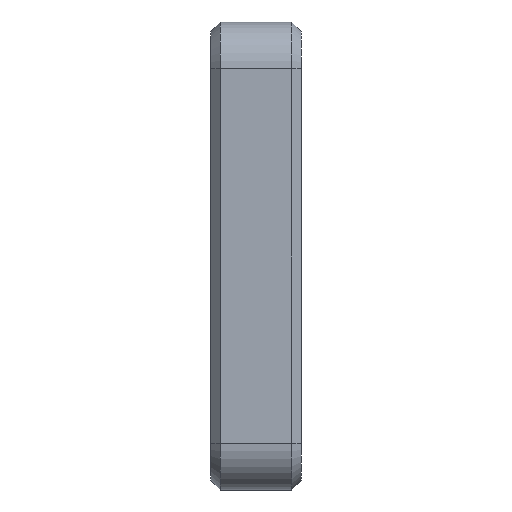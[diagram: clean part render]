
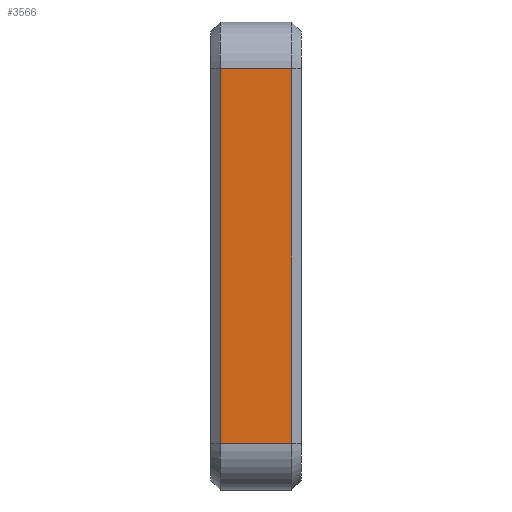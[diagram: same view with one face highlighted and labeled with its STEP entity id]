
A CAD part, left-side view. The second image highlights one B-rep face of the part: STEP entity #3566.
In plain terms, the highlighted planar face has unit normal (-1, 0, 0).
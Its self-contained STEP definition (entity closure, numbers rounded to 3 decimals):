
#289 = ORIENTED_EDGE ( 'NONE', *, *, #668, .F. ) ;
#435 = VECTOR ( 'NONE', #4477, 1000. ) ;
#525 = EDGE_CURVE ( 'NONE', #3651, #4858, #4946, .T. ) ;
#668 = EDGE_CURVE ( 'NONE', #1911, #3502, #4618, .T. ) ;
#695 = DIRECTION ( 'NONE',  ( 1., 0., 0. ) ) ;
#750 = CARTESIAN_POINT ( 'NONE',  ( -62.75, 8.65, 20. ) ) ;
#885 = CARTESIAN_POINT ( 'NONE',  ( -62.75, 9.65, -20. ) ) ;
#1055 = VECTOR ( 'NONE', #1497, 1000. ) ;
#1069 = DIRECTION ( 'NONE',  ( 0., 0., 1. ) ) ;
#1146 = CARTESIAN_POINT ( 'NONE',  ( -62.75, 9.65, 20. ) ) ;
#1497 = DIRECTION ( 'NONE',  ( 0., -1., 0. ) ) ;
#1591 = EDGE_CURVE ( 'NONE', #1911, #3651, #2961, .T. ) ;
#1848 = ORIENTED_EDGE ( 'NONE', *, *, #525, .T. ) ;
#1875 = EDGE_CURVE ( 'NONE', #4858, #3502, #5042, .T. ) ;
#1911 = VERTEX_POINT ( 'NONE', #2291 ) ;
#2291 = CARTESIAN_POINT ( 'NONE',  ( -62.75, 8.65, 20. ) ) ;
#2380 = CARTESIAN_POINT ( 'NONE',  ( -62.75, 1., 20. ) ) ;
#2399 = AXIS2_PLACEMENT_3D ( 'NONE', #4257, #695, #3367 ) ;
#2405 = ORIENTED_EDGE ( 'NONE', *, *, #1591, .T. ) ;
#2793 = CARTESIAN_POINT ( 'NONE',  ( -62.75, 1., 20. ) ) ;
#2961 = LINE ( 'NONE', #750, #4748 ) ;
#3055 = CARTESIAN_POINT ( 'NONE',  ( -62.75, 1., -20. ) ) ;
#3367 = DIRECTION ( 'NONE',  ( 0., 0., -1. ) ) ;
#3481 = EDGE_LOOP ( 'NONE', ( #289, #2405, #1848, #5412 ) ) ;
#3502 = VERTEX_POINT ( 'NONE', #2793 ) ;
#3556 = FACE_OUTER_BOUND ( 'NONE', #3481, .T. ) ;
#3566 = ADVANCED_FACE ( 'NONE', ( #3556 ), #5322, .F. ) ;
#3651 = VERTEX_POINT ( 'NONE', #5704 ) ;
#4257 = CARTESIAN_POINT ( 'NONE',  ( -62.75, 9.65, 20. ) ) ;
#4284 = DIRECTION ( 'NONE',  ( 0., 0., -1. ) ) ;
#4477 = DIRECTION ( 'NONE',  ( 0., -1., 0. ) ) ;
#4618 = LINE ( 'NONE', #1146, #1055 ) ;
#4748 = VECTOR ( 'NONE', #4284, 1000. ) ;
#4753 = VECTOR ( 'NONE', #1069, 1000. ) ;
#4858 = VERTEX_POINT ( 'NONE', #3055 ) ;
#4946 = LINE ( 'NONE', #885, #435 ) ;
#5042 = LINE ( 'NONE', #2380, #4753 ) ;
#5322 = PLANE ( 'NONE',  #2399 ) ;
#5412 = ORIENTED_EDGE ( 'NONE', *, *, #1875, .T. ) ;
#5704 = CARTESIAN_POINT ( 'NONE',  ( -62.75, 8.65, -20. ) ) ;
